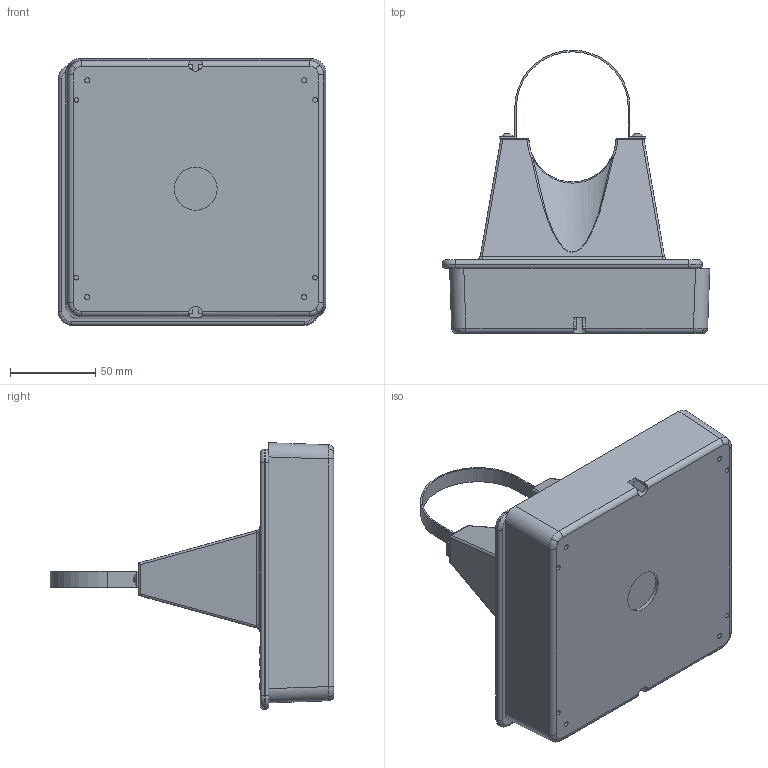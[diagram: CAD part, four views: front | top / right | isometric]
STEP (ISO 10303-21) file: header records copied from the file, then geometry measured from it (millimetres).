
FILE_DESCRIPTION((''),'2;1');
FILE_NAME('1.5 with Spacer and Strap.stp','2012-11-21T08:43:49',('rdavis'),(''),'Autodesk Inventor 2013','Autodesk Inventor 2013','');
FILE_SCHEMA(('AUTOMOTIVE_DESIGN { 1 0 10303 214 1 1 1 1 }'));
Length unit declared in the file: inch
Products named in the file (7): 1.5 with Spacer and Strap; 1.5 with strap; Pipe Straps_1.5 strap; 1; Cross Recessed Truss Head Tapping Screw - Type AB - Type I No. 5 - 20 - 5/8; 1.5 Spacer; Spacers_1.5 Spacer
Assembly tree (7 placements, depth 3):
  1.5 with Spacer and Strap
    1.5 with strap
      Pipe Straps_1.5 strap
      1
      Cross Recessed Truss Head Tapping Screw - Type AB - Type I No. 5 - 20 - 5/8  x2
    1.5 Spacer
      Spacers_1.5 Spacer
Bounding box: 156.69 x 166.04 x 156.17 mm (x, y, z)
Volume: 255311.2 mm3; surface area: 189627.5 mm2
Topology: 5 solids, 5 shells, 1656 faces, 4409 edges, 2890 vertices
Faces by surface type: plane 1059, bspline 420, cylinder 107, torus 24, cone 24, sphere 22
Full cylindrical faces by diameter (mm): 2.718 x8, 3.048 x4, 3.175 x2, 4.763 x2, 7.341 x2, 25.146 x1
Entity records: 73792 total; most frequent: CARTESIAN_POINT 34344, ORIENTED_EDGE 8600, DIRECTION 6242, EDGE_CURVE 4300, VECTOR 3126, LINE 3126, VERTEX_POINT 2838, EDGE_LOOP 1810
